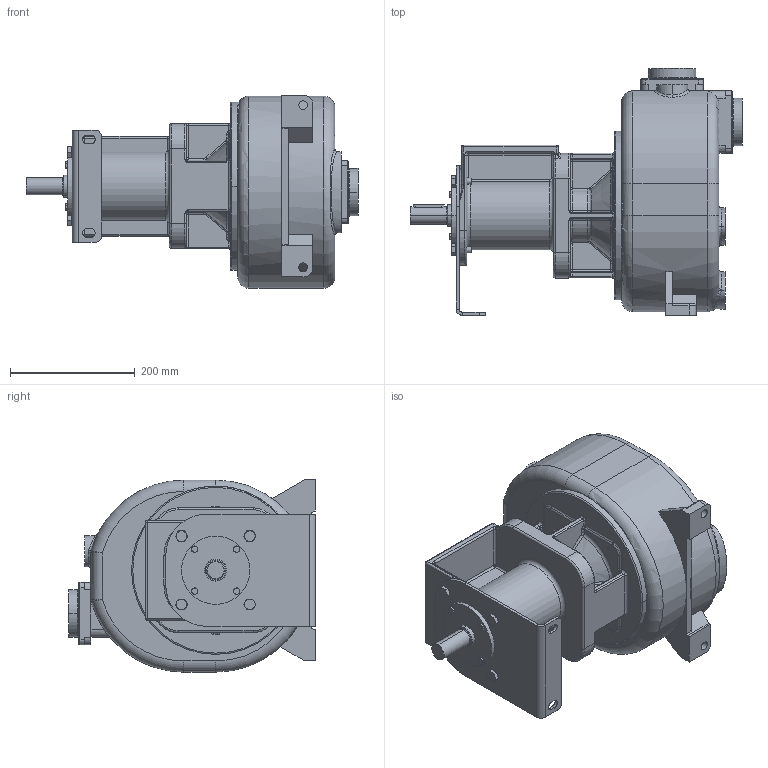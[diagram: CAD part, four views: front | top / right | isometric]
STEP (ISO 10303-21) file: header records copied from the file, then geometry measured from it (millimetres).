
FILE_DESCRIPTION((''),'2;1');
FILE_NAME('S_65_B','2012-02-28T',('Amenduni'),(''),'PRO/ENGINEER BY PARAMETRIC TECHNOLOGY CORPORATION, 2011370','PRO/ENGINEER BY PARAMETRIC TECHNOLOGY CORPORATION, 2011370','');
FILE_SCHEMA(('CONFIG_CONTROL_DESIGN'));
Length unit declared in the file: millimetre
Products named in the file (1): S_65_B
Bounding box: 532.5 x 396 x 308.5 mm (x, y, z)
Volume: 19700006.1 mm3; surface area: 762304.1 mm2
Topology: 1 solids, 1 shells, 704 faces, 1656 edges, 973 vertices
Faces by surface type: cylinder 200, plane 190, bspline 142, torus 80, cone 68, sphere 20, extrusion 4
Entity records: 34697 total; most frequent: CARTESIAN_POINT 19439, ORIENTED_EDGE 3288, DIRECTION 3078, EDGE_CURVE 1644, AXIS2_PLACEMENT_3D 1249, VERTEX_POINT 973, EDGE_LOOP 743, FACE_OUTER_BOUND 704
